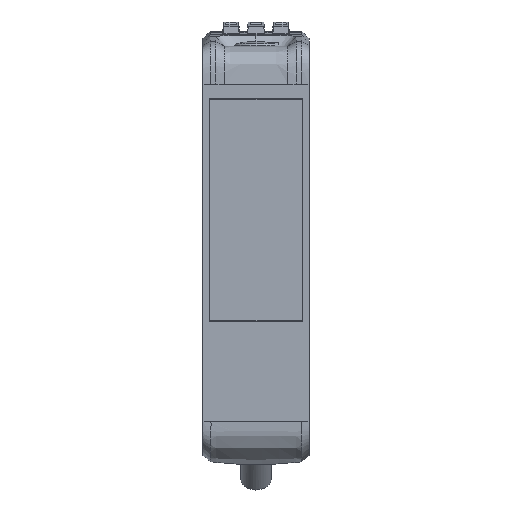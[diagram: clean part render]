
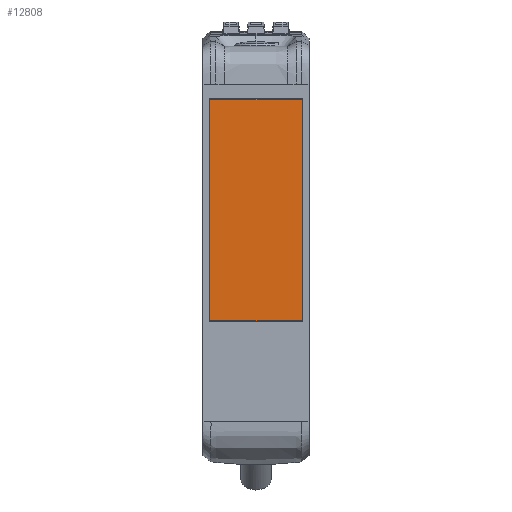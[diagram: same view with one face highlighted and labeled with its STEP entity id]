
A CAD part, top view. The second image highlights one B-rep face of the part: STEP entity #12808.
In plain terms, the highlighted planar face has unit normal (0, -0.026, 1).
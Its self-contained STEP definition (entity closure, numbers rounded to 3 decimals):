
#5265=DIRECTION('',(-1.,0.,0.));
#5266=VECTOR('',#5265,13.15);
#5267=CARTESIAN_POINT('',(6.575,14.311,4.807));
#5268=LINE('',#5267,#5266);
#5272=DIRECTION('',(0.,1.,0.026));
#5273=VECTOR('',#5272,31.5);
#5274=CARTESIAN_POINT('',(-6.575,14.311,4.807));
#5275=LINE('',#5274,#5273);
#5279=DIRECTION('',(1.,0.,0.));
#5280=VECTOR('',#5279,13.15);
#5281=CARTESIAN_POINT('',(-6.575,45.8,5.631));
#5282=LINE('',#5281,#5280);
#5286=DIRECTION('',(0.,-1.,-0.026));
#5287=VECTOR('',#5286,31.5);
#5288=CARTESIAN_POINT('',(6.575,45.8,5.631));
#5289=LINE('',#5288,#5287);
#6326=CARTESIAN_POINT('',(-6.575,14.311,4.807));
#6327=VERTEX_POINT('',#6326);
#6328=CARTESIAN_POINT('',(6.575,14.311,4.807));
#6329=VERTEX_POINT('',#6328);
#6330=CARTESIAN_POINT('',(-6.575,45.8,5.631));
#6331=VERTEX_POINT('',#6330);
#6332=CARTESIAN_POINT('',(6.575,45.8,5.631));
#6333=VERTEX_POINT('',#6332);
#12797=CARTESIAN_POINT('',(0.,30.055,5.219));
#12798=DIRECTION('',(0.,0.026,-1.));
#12799=DIRECTION('',(0.,1.,0.026));
#12800=AXIS2_PLACEMENT_3D('',#12797,#12798,#12799);
#12801=PLANE('',#12800);
#12802=ORIENTED_EDGE('',*,*,#12749,.T.);
#12803=ORIENTED_EDGE('',*,*,#12764,.T.);
#12804=ORIENTED_EDGE('',*,*,#12778,.T.);
#12805=ORIENTED_EDGE('',*,*,#12791,.T.);
#12806=EDGE_LOOP('',(#12802,#12803,#12804,#12805));
#12807=FACE_OUTER_BOUND('',#12806,.F.);
#12808=ADVANCED_FACE('',(#12807),#12801,.F.);
#12749=EDGE_CURVE('',#6329,#6327,#5268,.T.);
#12764=EDGE_CURVE('',#6327,#6331,#5275,.T.);
#12778=EDGE_CURVE('',#6331,#6333,#5282,.T.);
#12791=EDGE_CURVE('',#6333,#6329,#5289,.T.);
